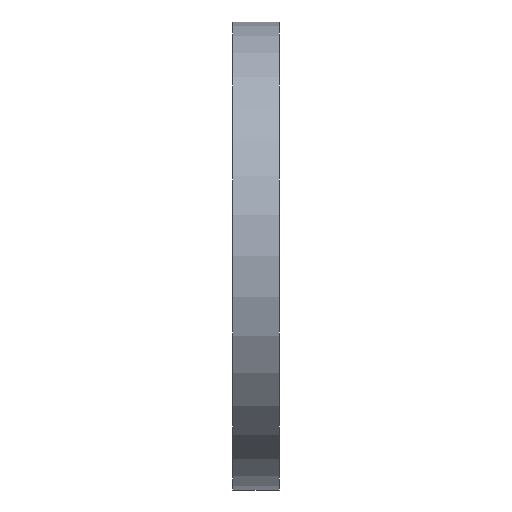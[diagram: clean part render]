
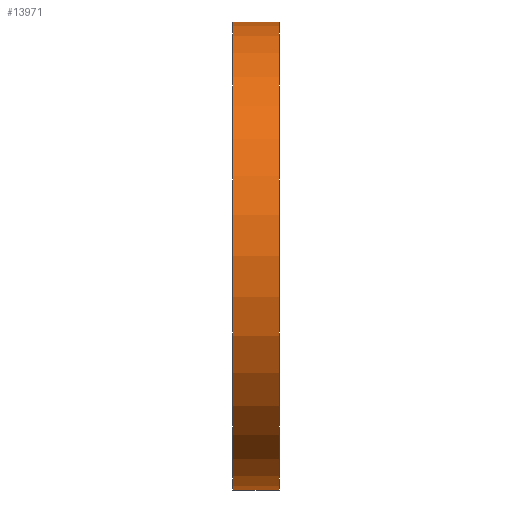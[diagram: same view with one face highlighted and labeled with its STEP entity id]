
A CAD part, left-side view. The second image highlights one B-rep face of the part: STEP entity #13971.
In plain terms, the highlighted cylindrical face has radius 40 mm (diameter 80 mm), a partial arc.
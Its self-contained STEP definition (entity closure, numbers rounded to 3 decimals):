
#278 = VERTEX_POINT ( 'NONE', #3426 ) ;
#548 = DIRECTION ( 'NONE',  ( 0., 1., 0. ) ) ;
#592 = DIRECTION ( 'NONE',  ( 0., -1., 0. ) ) ;
#819 = CARTESIAN_POINT ( 'NONE',  ( 0., 8., 40. ) ) ;
#1227 = AXIS2_PLACEMENT_3D ( 'NONE', #12477, #6770, #13441 ) ;
#1847 = LINE ( 'NONE', #819, #13350 ) ;
#3036 = EDGE_CURVE ( 'NONE', #5559, #278, #1847, .T. ) ;
#3067 = VERTEX_POINT ( 'NONE', #13190 ) ;
#3426 = CARTESIAN_POINT ( 'NONE',  ( 0., 0., 40. ) ) ;
#3916 = EDGE_CURVE ( 'NONE', #3067, #10996, #11070, .T. ) ;
#4035 = EDGE_CURVE ( 'NONE', #10996, #278, #10206, .T. ) ;
#4154 = EDGE_CURVE ( 'NONE', #3067, #5559, #4486, .T. ) ;
#4486 = CIRCLE ( 'NONE', #1227, 40. ) ;
#4907 = ORIENTED_EDGE ( 'NONE', *, *, #4154, .F. ) ;
#5022 = DIRECTION ( 'NONE',  ( 0., 0., 1. ) ) ;
#5559 = VERTEX_POINT ( 'NONE', #8353 ) ;
#5625 = ORIENTED_EDGE ( 'NONE', *, *, #3036, .F. ) ;
#6044 = AXIS2_PLACEMENT_3D ( 'NONE', #9322, #592, #7307 ) ;
#6300 = EDGE_LOOP ( 'NONE', ( #5625, #4907, #13864, #9170 ) ) ;
#6770 = DIRECTION ( 'NONE',  ( 0., 1., 0. ) ) ;
#7307 = DIRECTION ( 'NONE',  ( 0., 0., -1. ) ) ;
#8353 = CARTESIAN_POINT ( 'NONE',  ( 0., 8., 40. ) ) ;
#8788 = FACE_OUTER_BOUND ( 'NONE', #6300, .T. ) ;
#9170 = ORIENTED_EDGE ( 'NONE', *, *, #4035, .T. ) ;
#9322 = CARTESIAN_POINT ( 'NONE',  ( 0., 8., 0. ) ) ;
#9705 = VECTOR ( 'NONE', #13408, 1000. ) ;
#10206 = CIRCLE ( 'NONE', #10738, 40. ) ;
#10738 = AXIS2_PLACEMENT_3D ( 'NONE', #11987, #548, #5022 ) ;
#10841 = DIRECTION ( 'NONE',  ( 0., -1., 0. ) ) ;
#10996 = VERTEX_POINT ( 'NONE', #12945 ) ;
#11070 = LINE ( 'NONE', #13558, #9705 ) ;
#11393 = CYLINDRICAL_SURFACE ( 'NONE', #6044, 40. ) ;
#11987 = CARTESIAN_POINT ( 'NONE',  ( 0., 0., 0. ) ) ;
#12477 = CARTESIAN_POINT ( 'NONE',  ( 0., 8., 0. ) ) ;
#12945 = CARTESIAN_POINT ( 'NONE',  ( 0., 0., -40. ) ) ;
#13190 = CARTESIAN_POINT ( 'NONE',  ( 0., 8., -40. ) ) ;
#13350 = VECTOR ( 'NONE', #10841, 1000. ) ;
#13408 = DIRECTION ( 'NONE',  ( 0., -1., 0. ) ) ;
#13441 = DIRECTION ( 'NONE',  ( 0., 0., 1. ) ) ;
#13558 = CARTESIAN_POINT ( 'NONE',  ( 0., 8., -40. ) ) ;
#13864 = ORIENTED_EDGE ( 'NONE', *, *, #3916, .T. ) ;
#13971 = ADVANCED_FACE ( 'NONE', ( #8788 ), #11393, .T. ) ;
